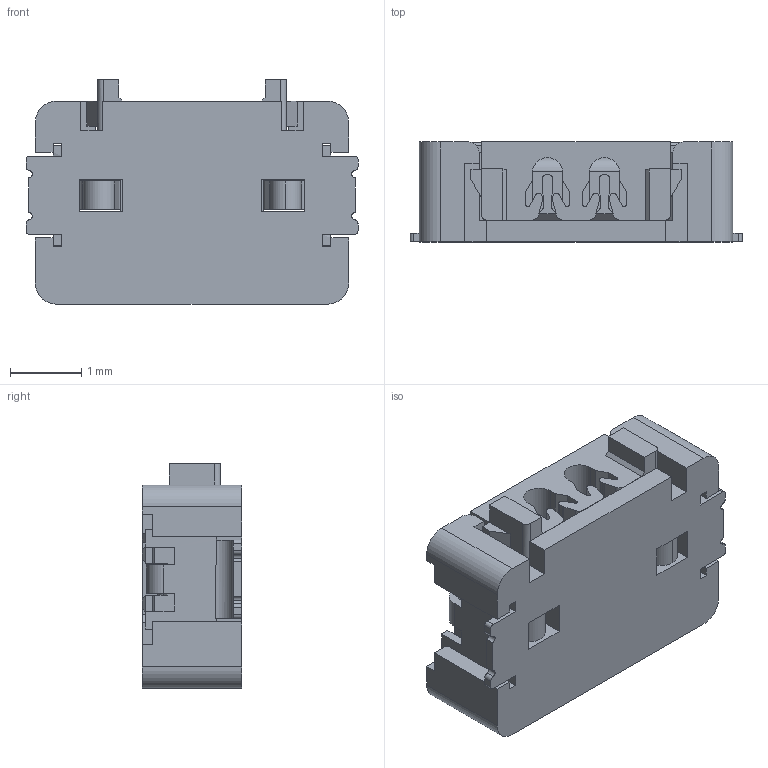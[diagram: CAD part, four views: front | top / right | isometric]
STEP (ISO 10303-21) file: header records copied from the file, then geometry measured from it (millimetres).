
FILE_DESCRIPTION (( 'STEP AP214' ), '1' );
FILE_NAME ('泰科198181x公母装配-无线.STEP', '2022-05-05T04:29:10', ( '' ), ( '' ), 'SwSTEP 2.0', 'SolidWorks 2017', '' );
FILE_SCHEMA (( 'AUTOMOTIVE_DESIGN' ));
Length unit declared in the file: millimetre
Products named in the file (3): 怍褪1981812-1; 怍褪1981813-1; 泰科198181x公母装配-无线
Assembly tree (2 placements, depth 2):
  泰科198181x公母装配-无线
    怍褪1981813-1
    怍褪1981812-1
Bounding box: 4.66 x 1.4 x 3.15 mm (x, y, z)
Volume: 13.2 mm3; surface area: 105.8 mm2
Topology: 2 solids, 2 shells, 493 faces, 1443 edges, 928 vertices
Faces by surface type: plane 386, cylinder 107
Entity records: 18184 total; most frequent: CARTESIAN_POINT 2899, ORIENTED_EDGE 2886, DIRECTION 2639, EDGE_CURVE 1443, VECTOR 1223, LINE 1223, VERTEX_POINT 928, AXIS2_PLACEMENT_3D 708
